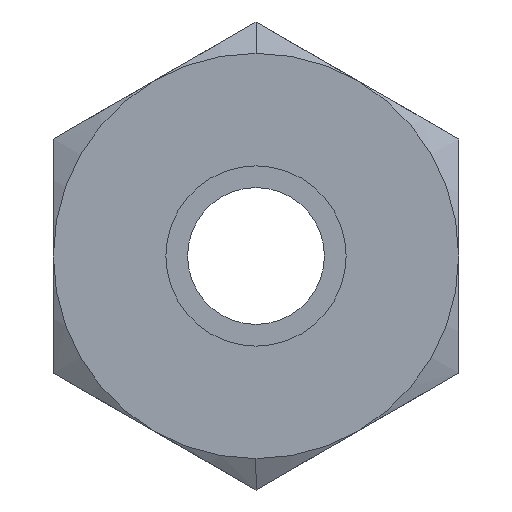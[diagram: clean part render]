
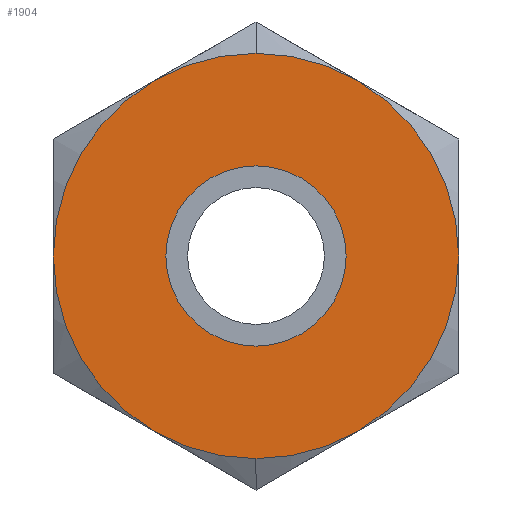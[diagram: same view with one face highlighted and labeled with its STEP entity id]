
A CAD part, left-side view. The second image highlights one B-rep face of the part: STEP entity #1904.
In plain terms, the highlighted planar face has unit normal (-1, 0, 0).
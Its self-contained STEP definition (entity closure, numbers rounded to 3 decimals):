
#189 = PLANE ( 'NONE',  #5593 ) ;
#388 = CIRCLE ( 'NONE', #4378, 3.175 ) ;
#644 = EDGE_LOOP ( 'NONE', ( #4616, #6859 ) ) ;
#847 = DIRECTION ( 'NONE',  ( 0., 0., -1. ) ) ;
#1298 = EDGE_CURVE ( 'NONE', #6286, #3853, #3243, .T. ) ;
#1613 = DIRECTION ( 'NONE',  ( 0., 0., 1. ) ) ;
#1657 = CARTESIAN_POINT ( 'NONE',  ( 0., 0., 3.175 ) ) ;
#1740 = VERTEX_POINT ( 'NONE', #1657 ) ;
#1832 = DIRECTION ( 'NONE',  ( -1., 0., 0. ) ) ;
#1868 = DIRECTION ( 'NONE',  ( 0., 0., 1. ) ) ;
#1904 = ADVANCED_FACE ( 'NONE', ( #2874, #4508 ), #189, .T. ) ;
#1924 = CARTESIAN_POINT ( 'NONE',  ( 0., 0., 0. ) ) ;
#1996 = DIRECTION ( 'NONE',  ( 1., 0., 0. ) ) ;
#2027 = EDGE_CURVE ( 'NONE', #1740, #6574, #388, .T. ) ;
#2077 = CIRCLE ( 'NONE', #2989, 3.175 ) ;
#2256 = ORIENTED_EDGE ( 'NONE', *, *, #5191, .T. ) ;
#2643 = CARTESIAN_POINT ( 'NONE',  ( 0., 0., 7.14 ) ) ;
#2781 = CARTESIAN_POINT ( 'NONE',  ( 0., 0., 0. ) ) ;
#2782 = DIRECTION ( 'NONE',  ( 0., 0., -1. ) ) ;
#2874 = FACE_BOUND ( 'NONE', #2975, .T. ) ;
#2975 = EDGE_LOOP ( 'NONE', ( #2256, #5920 ) ) ;
#2989 = AXIS2_PLACEMENT_3D ( 'NONE', #1924, #1996, #847 ) ;
#3243 = CIRCLE ( 'NONE', #5405, 7.14 ) ;
#3705 = DIRECTION ( 'NONE',  ( 1., 0., 0. ) ) ;
#3853 = VERTEX_POINT ( 'NONE', #6960 ) ;
#4104 = AXIS2_PLACEMENT_3D ( 'NONE', #6489, #3705, #2782 ) ;
#4340 = DIRECTION ( 'NONE',  ( 0., 0., 1. ) ) ;
#4378 = AXIS2_PLACEMENT_3D ( 'NONE', #6434, #4901, #1613 ) ;
#4413 = DIRECTION ( 'NONE',  ( 1., 0., 0. ) ) ;
#4508 = FACE_OUTER_BOUND ( 'NONE', #644, .T. ) ;
#4616 = ORIENTED_EDGE ( 'NONE', *, *, #1298, .F. ) ;
#4901 = DIRECTION ( 'NONE',  ( 1., 0., 0. ) ) ;
#5191 = EDGE_CURVE ( 'NONE', #6574, #1740, #2077, .T. ) ;
#5275 = EDGE_CURVE ( 'NONE', #3853, #6286, #5693, .T. ) ;
#5405 = AXIS2_PLACEMENT_3D ( 'NONE', #2781, #4413, #4340 ) ;
#5413 = CARTESIAN_POINT ( 'NONE',  ( 0., 0., -3.175 ) ) ;
#5593 = AXIS2_PLACEMENT_3D ( 'NONE', #6757, #1832, #1868 ) ;
#5693 = CIRCLE ( 'NONE', #4104, 7.14 ) ;
#5920 = ORIENTED_EDGE ( 'NONE', *, *, #2027, .T. ) ;
#6286 = VERTEX_POINT ( 'NONE', #2643 ) ;
#6434 = CARTESIAN_POINT ( 'NONE',  ( 0., 0., 0. ) ) ;
#6489 = CARTESIAN_POINT ( 'NONE',  ( 0., 0., 0. ) ) ;
#6574 = VERTEX_POINT ( 'NONE', #5413 ) ;
#6757 = CARTESIAN_POINT ( 'NONE',  ( 0., 0., 3.57 ) ) ;
#6859 = ORIENTED_EDGE ( 'NONE', *, *, #5275, .F. ) ;
#6960 = CARTESIAN_POINT ( 'NONE',  ( 0., 0., -7.14 ) ) ;
